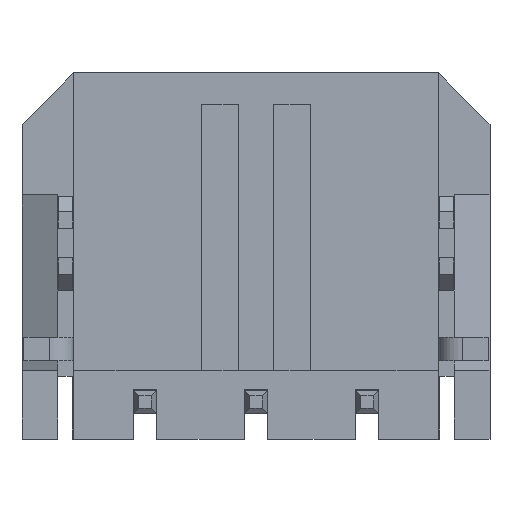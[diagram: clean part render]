
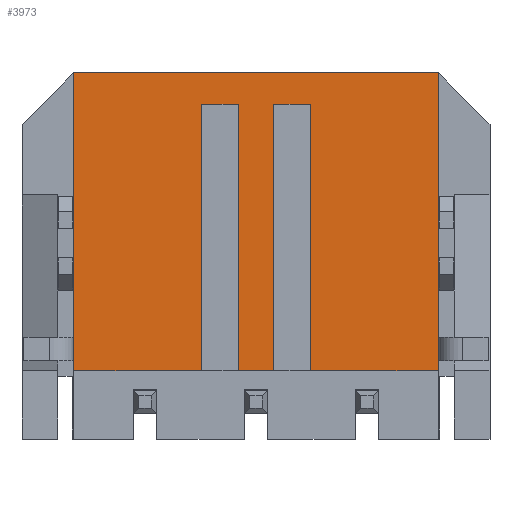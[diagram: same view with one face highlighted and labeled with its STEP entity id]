
A CAD part, front view. The second image highlights one B-rep face of the part: STEP entity #3973.
In plain terms, the highlighted planar face has unit normal (0, -1, 0).
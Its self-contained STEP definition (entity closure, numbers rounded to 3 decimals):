
#28 = DIRECTION ( 'NONE',  ( 0., -1., 0. ) ) ;
#39 = EDGE_CURVE ( 'NONE', #7405, #5968, #1730, .T. ) ;
#88 = VERTEX_POINT ( 'NONE', #2011 ) ;
#266 = VERTEX_POINT ( 'NONE', #4215 ) ;
#540 = CARTESIAN_POINT ( 'NONE',  ( -2.525, 0.54, 8.05 ) ) ;
#593 = EDGE_CURVE ( 'NONE', #2581, #4775, #5204, .T. ) ;
#652 = FACE_OUTER_BOUND ( 'NONE', #1291, .T. ) ;
#680 = ORIENTED_EDGE ( 'NONE', *, *, #1864, .F. ) ;
#734 = CARTESIAN_POINT ( 'NONE',  ( -1.525, 0.54, 8.05 ) ) ;
#754 = LINE ( 'NONE', #3884, #3888 ) ;
#759 = VECTOR ( 'NONE', #3247, 1000. ) ;
#788 = VECTOR ( 'NONE', #6877, 1000. ) ;
#791 = ORIENTED_EDGE ( 'NONE', *, *, #593, .F. ) ;
#833 = VERTEX_POINT ( 'NONE', #8182 ) ;
#993 = LINE ( 'NONE', #4777, #4170 ) ;
#1023 = EDGE_CURVE ( 'NONE', #88, #833, #3440, .T. ) ;
#1048 = DIRECTION ( 'NONE',  ( -1., 0., 0. ) ) ;
#1252 = EDGE_CURVE ( 'NONE', #88, #266, #754, .T. ) ;
#1291 = EDGE_LOOP ( 'NONE', ( #1856, #4310, #3106, #1963, #5528, #680, #4892, #8220, #4136, #6173, #4408, #791 ) ) ;
#1317 = DIRECTION ( 'NONE',  ( 0., 0., -1. ) ) ;
#1443 = CARTESIAN_POINT ( 'NONE',  ( -2.525, 0.54, 0.85 ) ) ;
#1629 = CARTESIAN_POINT ( 'NONE',  ( -3.475, 0.54, 8.05 ) ) ;
#1730 = LINE ( 'NONE', #1808, #6136 ) ;
#1808 = CARTESIAN_POINT ( 'NONE',  ( -1.525, 0.54, 8.05 ) ) ;
#1856 = ORIENTED_EDGE ( 'NONE', *, *, #5949, .F. ) ;
#1864 = EDGE_CURVE ( 'NONE', #6499, #5634, #6326, .T. ) ;
#1963 = ORIENTED_EDGE ( 'NONE', *, *, #6087, .F. ) ;
#2011 = CARTESIAN_POINT ( 'NONE',  ( -4.475, 0.54, 0.85 ) ) ;
#2049 = CARTESIAN_POINT ( 'NONE',  ( 1.925, 0.54, 0.85 ) ) ;
#2143 = CARTESIAN_POINT ( 'NONE',  ( -2.525, 0.54, 0.85 ) ) ;
#2452 = EDGE_CURVE ( 'NONE', #5634, #7976, #4095, .T. ) ;
#2581 = VERTEX_POINT ( 'NONE', #3612 ) ;
#2699 = VECTOR ( 'NONE', #7137, 1000. ) ;
#2914 = CARTESIAN_POINT ( 'NONE',  ( -2.525, 0.54, 0.85 ) ) ;
#2934 = VERTEX_POINT ( 'NONE', #2143 ) ;
#3106 = ORIENTED_EDGE ( 'NONE', *, *, #39, .F. ) ;
#3197 = PLANE ( 'NONE',  #6397 ) ;
#3247 = DIRECTION ( 'NONE',  ( 0., 0., 1. ) ) ;
#3352 = DIRECTION ( 'NONE',  ( -1., 0., 0. ) ) ;
#3440 = LINE ( 'NONE', #6604, #2699 ) ;
#3528 = CARTESIAN_POINT ( 'NONE',  ( -4.475, 0.54, 8.05 ) ) ;
#3582 = VECTOR ( 'NONE', #7028, 1000. ) ;
#3612 = CARTESIAN_POINT ( 'NONE',  ( -3.475, 0.54, 0.85 ) ) ;
#3883 = VECTOR ( 'NONE', #3352, 1000. ) ;
#3884 = CARTESIAN_POINT ( 'NONE',  ( -4.475, 0.54, 0.85 ) ) ;
#3888 = VECTOR ( 'NONE', #7776, 1000. ) ;
#3909 = DIRECTION ( 'NONE',  ( 0., 0., 1. ) ) ;
#3912 = CARTESIAN_POINT ( 'NONE',  ( -1.525, 0.54, 0.85 ) ) ;
#3973 = ADVANCED_FACE ( 'NONE', ( #652 ), #3197, .T. ) ;
#4095 = LINE ( 'NONE', #7784, #3883 ) ;
#4136 = ORIENTED_EDGE ( 'NONE', *, *, #1023, .F. ) ;
#4170 = VECTOR ( 'NONE', #6122, 1000. ) ;
#4215 = CARTESIAN_POINT ( 'NONE',  ( -4.475, 0.54, 8.05 ) ) ;
#4310 = ORIENTED_EDGE ( 'NONE', *, *, #6830, .T. ) ;
#4322 = CARTESIAN_POINT ( 'NONE',  ( 1.925, 0.54, 8.9 ) ) ;
#4323 = CARTESIAN_POINT ( 'NONE',  ( -7.925, 0.54, 8.9 ) ) ;
#4332 = CARTESIAN_POINT ( 'NONE',  ( -7.925, 0.54, 8.9 ) ) ;
#4408 = ORIENTED_EDGE ( 'NONE', *, *, #7553, .T. ) ;
#4600 = LINE ( 'NONE', #1443, #4911 ) ;
#4681 = DIRECTION ( 'NONE',  ( 1., 0., 0. ) ) ;
#4775 = VERTEX_POINT ( 'NONE', #1629 ) ;
#4777 = CARTESIAN_POINT ( 'NONE',  ( -7.925, 0.54, 8.9 ) ) ;
#4892 = ORIENTED_EDGE ( 'NONE', *, *, #6561, .F. ) ;
#4911 = VECTOR ( 'NONE', #3909, 1000. ) ;
#4971 = DIRECTION ( 'NONE',  ( -1., 0., 0. ) ) ;
#4992 = DIRECTION ( 'NONE',  ( 0., 0., -1. ) ) ;
#5167 = EDGE_CURVE ( 'NONE', #7344, #833, #993, .T. ) ;
#5204 = LINE ( 'NONE', #6375, #759 ) ;
#5303 = VECTOR ( 'NONE', #1048, 1000. ) ;
#5528 = ORIENTED_EDGE ( 'NONE', *, *, #2452, .F. ) ;
#5634 = VERTEX_POINT ( 'NONE', #2049 ) ;
#5740 = CARTESIAN_POINT ( 'NONE',  ( -9.325, 0.54, 8.9 ) ) ;
#5749 = LINE ( 'NONE', #3912, #3582 ) ;
#5949 = EDGE_CURVE ( 'NONE', #2934, #2581, #6132, .T. ) ;
#5968 = VERTEX_POINT ( 'NONE', #540 ) ;
#6087 = EDGE_CURVE ( 'NONE', #7976, #7405, #5749, .T. ) ;
#6122 = DIRECTION ( 'NONE',  ( 0., 0., -1. ) ) ;
#6132 = LINE ( 'NONE', #2914, #5303 ) ;
#6136 = VECTOR ( 'NONE', #4971, 1000. ) ;
#6173 = ORIENTED_EDGE ( 'NONE', *, *, #1252, .T. ) ;
#6326 = LINE ( 'NONE', #4322, #7435 ) ;
#6375 = CARTESIAN_POINT ( 'NONE',  ( -3.475, 0.54, 0.85 ) ) ;
#6397 = AXIS2_PLACEMENT_3D ( 'NONE', #5740, #28, #1317 ) ;
#6499 = VERTEX_POINT ( 'NONE', #7632 ) ;
#6561 = EDGE_CURVE ( 'NONE', #7344, #6499, #7489, .T. ) ;
#6604 = CARTESIAN_POINT ( 'NONE',  ( -4.475, 0.54, 0.85 ) ) ;
#6830 = EDGE_CURVE ( 'NONE', #2934, #5968, #4600, .T. ) ;
#6877 = DIRECTION ( 'NONE',  ( 1., 0., 0. ) ) ;
#7028 = DIRECTION ( 'NONE',  ( 0., 0., 1. ) ) ;
#7137 = DIRECTION ( 'NONE',  ( -1., 0., 0. ) ) ;
#7249 = VECTOR ( 'NONE', #4681, 1000. ) ;
#7344 = VERTEX_POINT ( 'NONE', #4323 ) ;
#7405 = VERTEX_POINT ( 'NONE', #734 ) ;
#7435 = VECTOR ( 'NONE', #4992, 1000. ) ;
#7489 = LINE ( 'NONE', #4332, #788 ) ;
#7553 = EDGE_CURVE ( 'NONE', #266, #4775, #7882, .T. ) ;
#7632 = CARTESIAN_POINT ( 'NONE',  ( 1.925, 0.54, 8.9 ) ) ;
#7776 = DIRECTION ( 'NONE',  ( 0., 0., 1. ) ) ;
#7784 = CARTESIAN_POINT ( 'NONE',  ( 1.925, 0.54, 0.85 ) ) ;
#7882 = LINE ( 'NONE', #3528, #7249 ) ;
#7976 = VERTEX_POINT ( 'NONE', #8037 ) ;
#8037 = CARTESIAN_POINT ( 'NONE',  ( -1.525, 0.54, 0.85 ) ) ;
#8182 = CARTESIAN_POINT ( 'NONE',  ( -7.925, 0.54, 0.85 ) ) ;
#8220 = ORIENTED_EDGE ( 'NONE', *, *, #5167, .T. ) ;
